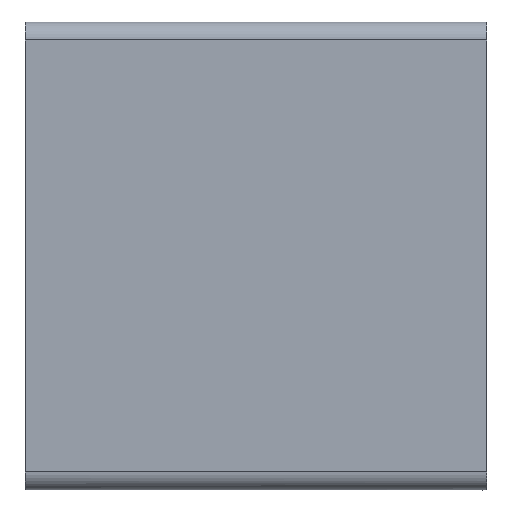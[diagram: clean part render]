
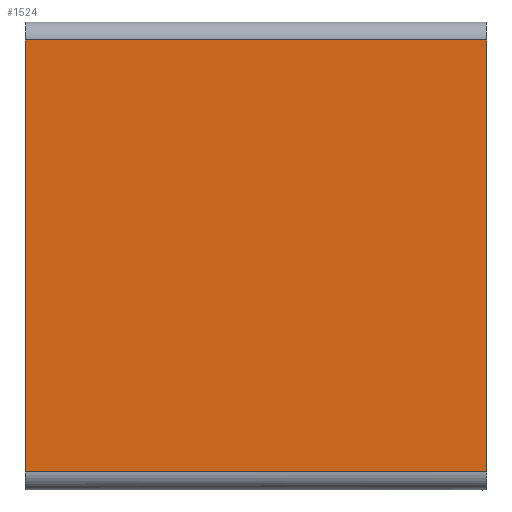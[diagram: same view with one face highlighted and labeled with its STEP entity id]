
A CAD part, left-side view. The second image highlights one B-rep face of the part: STEP entity #1524.
In plain terms, the highlighted planar face has unit normal (-1, 0, 0).
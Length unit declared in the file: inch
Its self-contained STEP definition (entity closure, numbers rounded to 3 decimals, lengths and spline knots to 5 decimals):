
#54=PLANE('',#1741);
#91=LINE('',#2724,#181);
#95=LINE('',#2737,#185);
#105=LINE('',#2882,#195);
#145=LINE('',#3191,#235);
#181=VECTOR('',#1916,0.3937);
#185=VECTOR('',#1928,0.3937);
#195=VECTOR('',#2012,0.3937);
#235=VECTOR('',#2212,0.3937);
#368=FACE_OUTER_BOUND('',#471,.T.);
#471=EDGE_LOOP('',(#1388,#1389,#1390,#1391));
#665=VERTEX_POINT('',#2721);
#666=VERTEX_POINT('',#2723);
#671=VERTEX_POINT('',#2735);
#699=VERTEX_POINT('',#2881);
#825=EDGE_CURVE('',#665,#666,#91,.T.);
#832=EDGE_CURVE('',#671,#665,#95,.T.);
#872=EDGE_CURVE('',#666,#699,#105,.T.);
#960=EDGE_CURVE('',#699,#671,#145,.T.);
#1388=ORIENTED_EDGE('',*,*,#825,.F.);
#1389=ORIENTED_EDGE('',*,*,#832,.F.);
#1390=ORIENTED_EDGE('',*,*,#960,.F.);
#1391=ORIENTED_EDGE('',*,*,#872,.F.);
#1524=ADVANCED_FACE('',(#368),#54,.T.);
#1741=AXIS2_PLACEMENT_3D('',#3190,#2210,#2211);
#1916=DIRECTION('',(0.,1.,0.));
#1928=DIRECTION('',(0.,0.,-1.));
#2012=DIRECTION('',(0.,0.,1.));
#2210=DIRECTION('center_axis',(-1.,0.,0.));
#2211=DIRECTION('ref_axis',(0.,0.,-1.));
#2212=DIRECTION('',(0.,-1.,0.));
#2721=CARTESIAN_POINT('',(-0.25,-2.961,-2.875));
#2723=CARTESIAN_POINT('',(-0.25,0.244,-2.875));
#2724=CARTESIAN_POINT('',(-0.25,0.,-2.875));
#2735=CARTESIAN_POINT('',(-0.25,-2.961,0.125));
#2737=CARTESIAN_POINT('',(-0.25,-2.961,0.25));
#2881=CARTESIAN_POINT('',(-0.25,0.244,0.125));
#2882=CARTESIAN_POINT('',(-0.25,0.244,-3.));
#3190=CARTESIAN_POINT('Origin',(-0.25,0.,0.25));
#3191=CARTESIAN_POINT('',(-0.25,0.,0.125));
